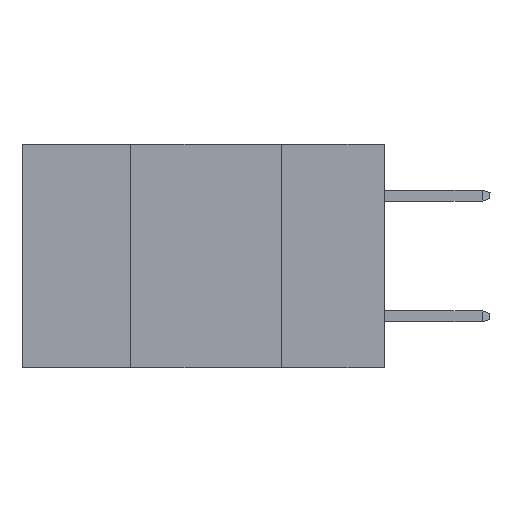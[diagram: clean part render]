
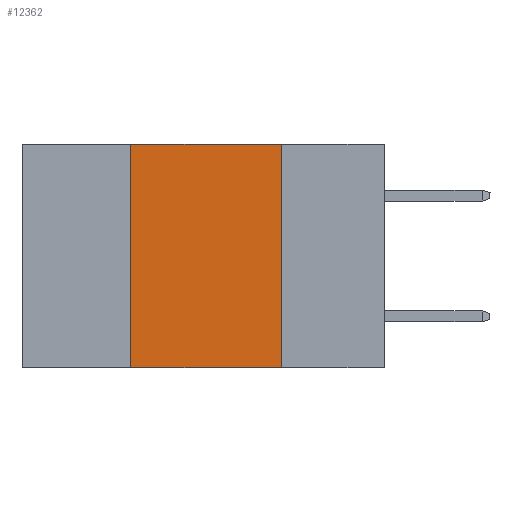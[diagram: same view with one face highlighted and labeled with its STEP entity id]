
A CAD part, left-side view. The second image highlights one B-rep face of the part: STEP entity #12362.
In plain terms, the highlighted planar face has unit normal (-1, 0, 0).
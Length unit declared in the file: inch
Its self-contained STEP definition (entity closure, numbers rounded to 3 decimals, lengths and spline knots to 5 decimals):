
#489 = EDGE_CURVE ( 'NONE', #8495, #18750, #12209, .T. ) ;
#1590 = LINE ( 'NONE', #19431, #17348 ) ;
#2460 = LINE ( 'NONE', #3783, #2941 ) ;
#2523 = AXIS2_PLACEMENT_3D ( 'NONE', #5191, #14347, #5262 ) ;
#2941 = VECTOR ( 'NONE', #15945, 39.37008 ) ;
#3092 = DIRECTION ( 'NONE',  ( 0., 0., -1. ) ) ;
#3700 = PLANE ( 'NONE',  #2523 ) ;
#3743 = EDGE_CURVE ( 'NONE', #14559, #18750, #1590, .T. ) ;
#3783 = CARTESIAN_POINT ( 'NONE',  ( 0., 0.42, 0. ) ) ;
#5191 = CARTESIAN_POINT ( 'NONE',  ( 0., 0.6, 0. ) ) ;
#5262 = DIRECTION ( 'NONE',  ( 0., 0., -1. ) ) ;
#5560 = FACE_OUTER_BOUND ( 'NONE', #12361, .T. ) ;
#6792 = CARTESIAN_POINT ( 'NONE',  ( 0., 0.17, 0. ) ) ;
#7830 = ORIENTED_EDGE ( 'NONE', *, *, #10362, .F. ) ;
#8013 = DIRECTION ( 'NONE',  ( 0., -1., 0. ) ) ;
#8495 = VERTEX_POINT ( 'NONE', #17623 ) ;
#8694 = CARTESIAN_POINT ( 'NONE',  ( 0., 0.17, -0.37 ) ) ;
#9720 = ORIENTED_EDGE ( 'NONE', *, *, #3743, .T. ) ;
#10362 = EDGE_CURVE ( 'NONE', #14559, #11410, #2460, .T. ) ;
#11410 = VERTEX_POINT ( 'NONE', #15118 ) ;
#11723 = LINE ( 'NONE', #12661, #18833 ) ;
#12209 = LINE ( 'NONE', #6792, #16251 ) ;
#12361 = EDGE_LOOP ( 'NONE', ( #15459, #18305, #7830, #9720 ) ) ;
#12362 = ADVANCED_FACE ( 'NONE', ( #5560 ), #3700, .F. ) ;
#12661 = CARTESIAN_POINT ( 'NONE',  ( 0., 0.6, 0. ) ) ;
#14347 = DIRECTION ( 'NONE',  ( 1., 0., 0. ) ) ;
#14559 = VERTEX_POINT ( 'NONE', #15921 ) ;
#15118 = CARTESIAN_POINT ( 'NONE',  ( 0., 0.42, 0. ) ) ;
#15459 = ORIENTED_EDGE ( 'NONE', *, *, #489, .F. ) ;
#15921 = CARTESIAN_POINT ( 'NONE',  ( 0., 0.42, -0.37 ) ) ;
#15945 = DIRECTION ( 'NONE',  ( 0., 0., 1. ) ) ;
#16251 = VECTOR ( 'NONE', #3092, 39.37008 ) ;
#17348 = VECTOR ( 'NONE', #19562, 39.37008 ) ;
#17623 = CARTESIAN_POINT ( 'NONE',  ( 0., 0.17, 0. ) ) ;
#18305 = ORIENTED_EDGE ( 'NONE', *, *, #19161, .F. ) ;
#18750 = VERTEX_POINT ( 'NONE', #8694 ) ;
#18833 = VECTOR ( 'NONE', #8013, 39.37008 ) ;
#19161 = EDGE_CURVE ( 'NONE', #11410, #8495, #11723, .T. ) ;
#19431 = CARTESIAN_POINT ( 'NONE',  ( 0., 0.6, -0.37 ) ) ;
#19562 = DIRECTION ( 'NONE',  ( 0., -1., 0. ) ) ;
